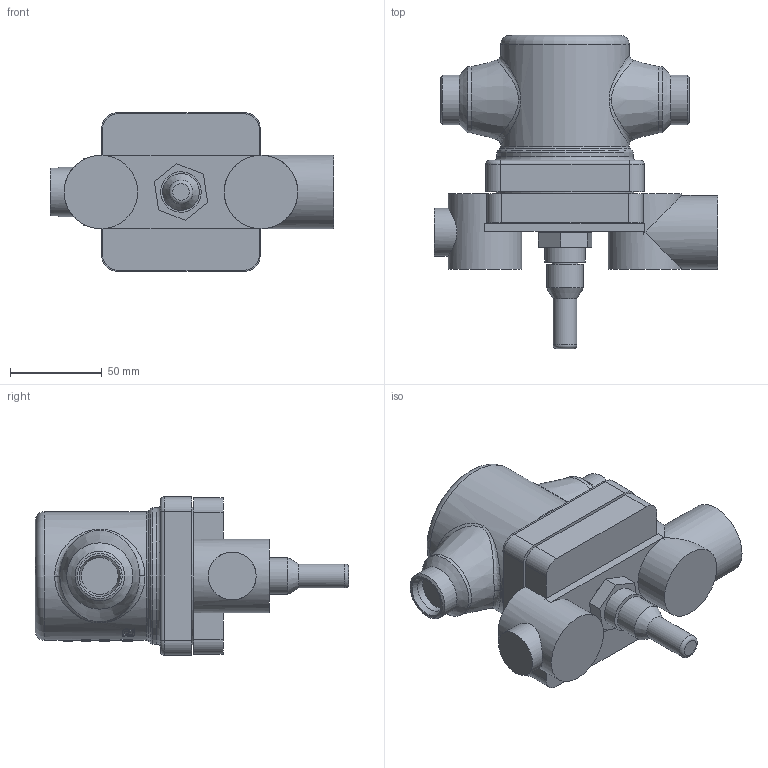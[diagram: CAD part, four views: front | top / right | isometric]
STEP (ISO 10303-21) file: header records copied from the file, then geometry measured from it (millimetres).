
FILE_DESCRIPTION(('TFLEX Exchange Step'),'2;1');
FILE_NAME('027B3020R.stp', '2024-07-02T13:59:19+03:00',('RUCO3378'),('Unknown organisation'),'TFLEX Exchange 2024.4','T-FLEX CAD','Unknown authorisation');
FILE_SCHEMA( ('AP203_CONFIGURATION_CONTROLLED_3D_DESIGN_OF_MECHANICAL_PARTS_AND_ASSEMBLIES_MIM_LF') );
Length unit declared in the file: millimetre
Products named in the file (1): Assembly
Bounding box: 154 x 170.26 x 86 mm (x, y, z)
Volume: 717340.6 mm3; surface area: 69962.1 mm2
Topology: 1 solids, 1 shells, 394 faces, 1080 edges, 724 vertices
Faces by surface type: bspline 159, plane 158, cylinder 58, cone 10, torus 9
Full cylindrical faces by diameter (mm): 13 x1, 14.5 x1, 20 x3, 22 x1, 26 x2, 26.9 x2, 36 x2, 40 x3, 70 x1, 74 x1, 75 x1
Entity records: 17766 total; most frequent: CARTESIAN_POINT 8909, ORIENTED_EDGE 2160, DIRECTION 1325, EDGE_CURVE 1080, VERTEX_POINT 724, AXIS2_PLACEMENT_3D 501, B_SPLINE_CURVE_WITH_KNOTS 488, EDGE_LOOP 430
